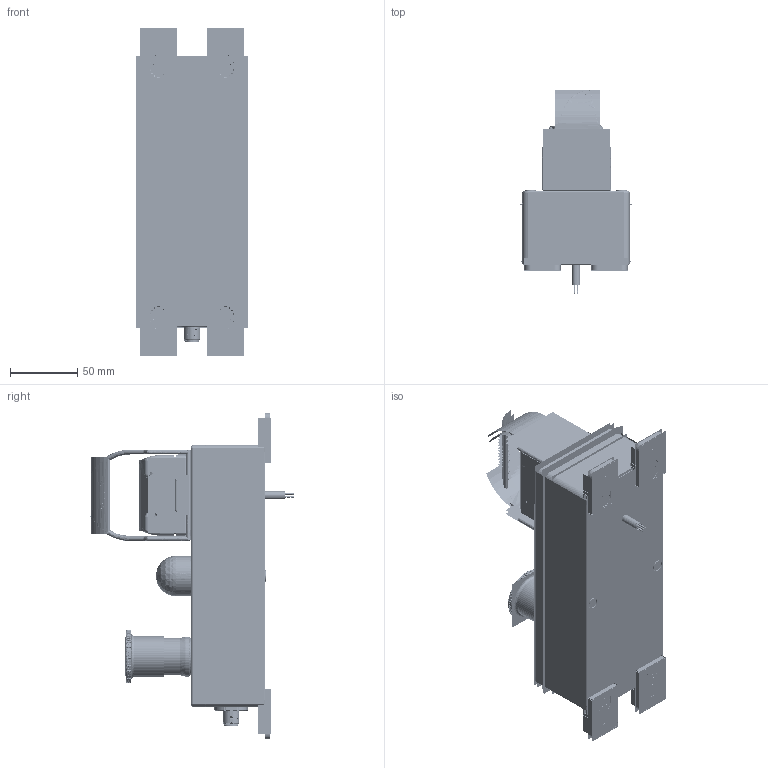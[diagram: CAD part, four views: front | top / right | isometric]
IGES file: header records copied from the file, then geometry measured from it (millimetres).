
Start section:  PTC IGES file: 192606.igs
Global section: file name: 192606.igs; native system: Creo Parametric by Parametric Technology Corporation; preprocessor: 2013230; author: pdmadmin; organization: Unknown; date: 20160127.154639; units: millimetre
Bounding box: 83.19 x 151.53 x 244.65 mm (x, y, z)
Volume: 345102.9 mm3; surface area: 2384843.9 mm2
Topology: 38 solids, 43 shells, 7678 faces, 39571 edges, 50142 vertices
Faces by surface type: revolution 4210, bspline 3468
